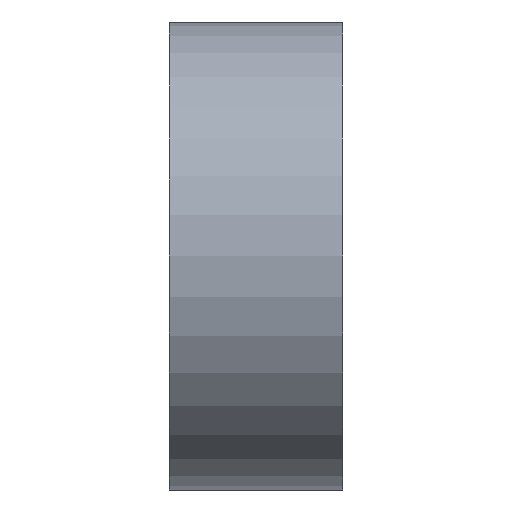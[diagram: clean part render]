
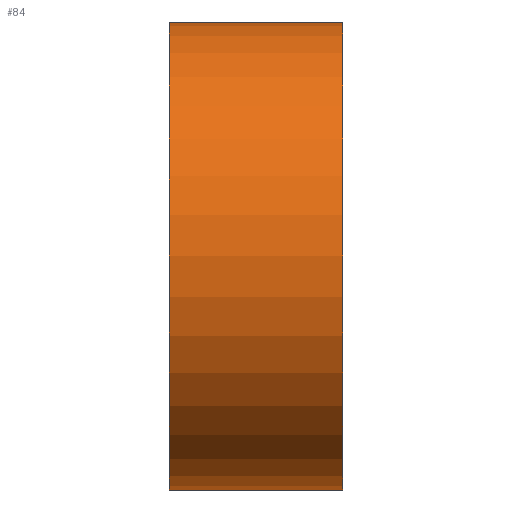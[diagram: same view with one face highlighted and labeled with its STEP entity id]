
A CAD part, front view. The second image highlights one B-rep face of the part: STEP entity #84.
In plain terms, the highlighted cylindrical face has radius 35 mm (diameter 70 mm), a full revolution.
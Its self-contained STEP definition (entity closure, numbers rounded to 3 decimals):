
#46=ORIENTED_EDGE('',*,*,#54,.T.);
#47=ORIENTED_EDGE('',*,*,#55,.F.);
#54=EDGE_CURVE('',#58,#58,#62,.T.);
#55=EDGE_CURVE('',#59,#59,#63,.T.);
#58=VERTEX_POINT('',#176);
#59=VERTEX_POINT('',#178);
#62=CIRCLE('',#127,35.);
#63=CIRCLE('',#128,35.);
#66=EDGE_LOOP('',(#46));
#67=EDGE_LOOP('',(#47));
#74=FACE_BOUND('',#66,.T.);
#75=FACE_BOUND('',#67,.T.);
#82=CYLINDRICAL_SURFACE('',#126,35.);
#84=ADVANCED_FACE('',(#74,#75),#82,.T.);
#126=AXIS2_PLACEMENT_3D('',#174,#143,#144);
#127=AXIS2_PLACEMENT_3D('',#175,#145,#146);
#128=AXIS2_PLACEMENT_3D('',#177,#147,#148);
#143=DIRECTION('',(-1.,0.,0.));
#144=DIRECTION('',(0.,0.,-1.));
#145=DIRECTION('',(-1.,0.,0.));
#146=DIRECTION('',(0.,0.,1.));
#147=DIRECTION('',(-1.,0.,0.));
#148=DIRECTION('',(0.,0.,1.));
#174=CARTESIAN_POINT('',(-18.31,-75.,-17.5));
#175=CARTESIAN_POINT('',(-18.31,-75.,-17.5));
#176=CARTESIAN_POINT('',(-18.31,-75.,17.5));
#177=CARTESIAN_POINT('',(-44.31,-75.,-17.5));
#178=CARTESIAN_POINT('',(-44.31,-75.,17.5));
